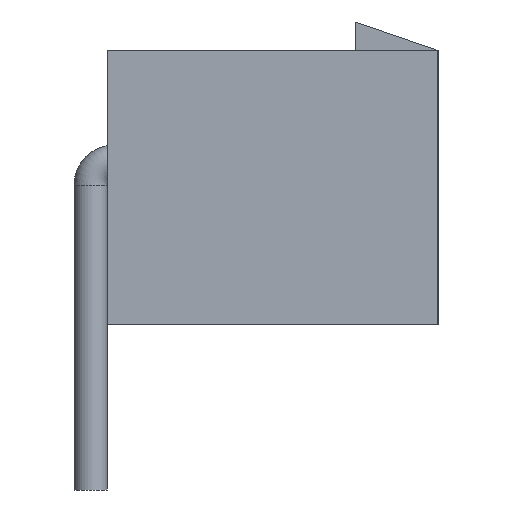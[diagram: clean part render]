
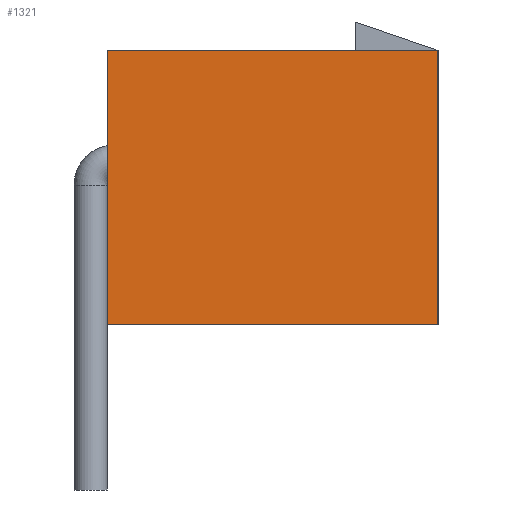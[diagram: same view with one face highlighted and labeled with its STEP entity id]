
A CAD part, left-side view. The second image highlights one B-rep face of the part: STEP entity #1321.
In plain terms, the highlighted planar face has unit normal (-1, 0, 0).
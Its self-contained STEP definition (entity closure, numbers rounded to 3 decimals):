
#175=FACE_OUTER_BOUND('',#251,.T.);
#251=EDGE_LOOP('',(#1013,#1014,#1015,#1016));
#325=LINE('',#2057,#433);
#354=LINE('',#2116,#462);
#382=LINE('',#2173,#490);
#383=LINE('',#2174,#491);
#433=VECTOR('',#1601,10.);
#462=VECTOR('',#1650,10.);
#490=VECTOR('',#1712,10.);
#491=VECTOR('',#1713,10.);
#534=VERTEX_POINT('',#2054);
#535=VERTEX_POINT('',#2056);
#555=VERTEX_POINT('',#2115);
#567=VERTEX_POINT('',#2172);
#679=EDGE_CURVE('',#534,#535,#325,.T.);
#708=EDGE_CURVE('',#555,#535,#354,.T.);
#736=EDGE_CURVE('',#567,#555,#382,.T.);
#737=EDGE_CURVE('',#567,#534,#383,.T.);
#1013=ORIENTED_EDGE('',*,*,#736,.T.);
#1014=ORIENTED_EDGE('',*,*,#708,.T.);
#1015=ORIENTED_EDGE('',*,*,#679,.F.);
#1016=ORIENTED_EDGE('',*,*,#737,.F.);
#1269=PLANE('',#1425);
#1321=ADVANCED_FACE('',(#175),#1269,.T.);
#1425=AXIS2_PLACEMENT_3D('',#2171,#1710,#1711);
#1601=DIRECTION('',(0.,-1.,0.));
#1650=DIRECTION('',(0.,0.,1.));
#1710=DIRECTION('center_axis',(-1.,0.,0.));
#1711=DIRECTION('ref_axis',(0.,-1.,0.));
#1712=DIRECTION('',(0.,-1.,0.));
#1713=DIRECTION('',(0.,0.,1.));
#2054=CARTESIAN_POINT('',(-19.95,-0.35,5.8));
#2056=CARTESIAN_POINT('',(-19.95,-7.35,5.8));
#2057=CARTESIAN_POINT('',(-19.95,-0.35,5.8));
#2115=CARTESIAN_POINT('',(-19.95,-7.35,0.));
#2116=CARTESIAN_POINT('',(-19.95,-7.35,0.));
#2171=CARTESIAN_POINT('Origin',(-19.95,-0.35,0.));
#2172=CARTESIAN_POINT('',(-19.95,-0.35,0.));
#2173=CARTESIAN_POINT('',(-19.95,-0.35,0.));
#2174=CARTESIAN_POINT('',(-19.95,-0.35,0.));
